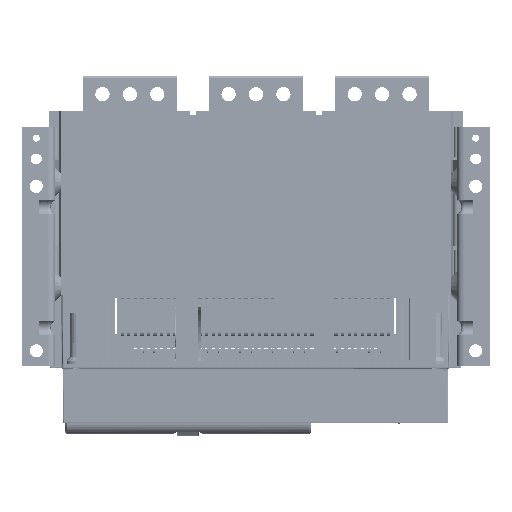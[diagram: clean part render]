
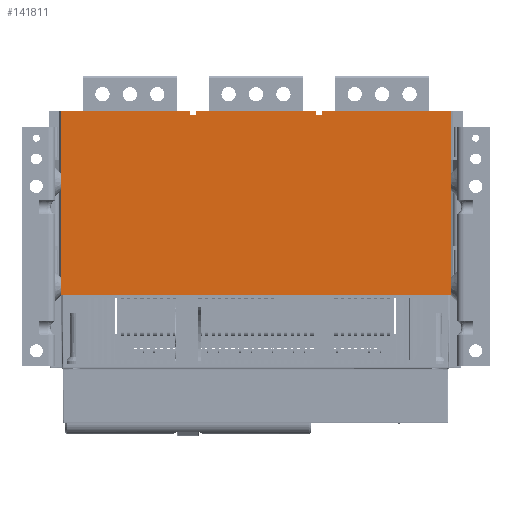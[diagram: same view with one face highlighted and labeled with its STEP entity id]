
A CAD part, front view. The second image highlights one B-rep face of the part: STEP entity #141811.
In plain terms, the highlighted planar face has unit normal (0, -1, 0).
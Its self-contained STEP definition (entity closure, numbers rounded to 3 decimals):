
#7322=DIRECTION('',(0.,0.,-1.));
#7323=VECTOR('',#7322,168.);
#7324=CARTESIAN_POINT('',(-178.,0.,168.));
#7325=LINE('',#7324,#7323);
#9922=DIRECTION('',(-1.,0.,0.));
#9923=VECTOR('',#9922,5.);
#9924=CARTESIAN_POINT('',(-55.,0.,164.));
#9925=LINE('',#9924,#9923);
#9944=DIRECTION('',(1.,0.,0.));
#9945=VECTOR('',#9944,118.);
#9946=CARTESIAN_POINT('',(-178.,0.,168.));
#9947=LINE('',#9946,#9945);
#9948=DIRECTION('',(0.,0.,-1.));
#9949=VECTOR('',#9948,4.);
#9950=CARTESIAN_POINT('',(-60.,0.,168.));
#9951=LINE('',#9950,#9949);
#9952=DIRECTION('',(0.,0.,-1.));
#9953=VECTOR('',#9952,4.);
#9954=CARTESIAN_POINT('',(-55.,0.,168.));
#9955=LINE('',#9954,#9953);
#9956=DIRECTION('',(1.,0.,0.));
#9957=VECTOR('',#9956,110.);
#9958=CARTESIAN_POINT('',(-55.,0.,168.));
#9959=LINE('',#9958,#9957);
#9960=DIRECTION('',(0.,0.,-1.));
#9961=VECTOR('',#9960,4.);
#9962=CARTESIAN_POINT('',(55.,0.,168.));
#9963=LINE('',#9962,#9961);
#9964=DIRECTION('',(0.,0.,-1.));
#9965=VECTOR('',#9964,4.);
#9966=CARTESIAN_POINT('',(60.,0.,168.));
#9967=LINE('',#9966,#9965);
#9968=DIRECTION('',(-1.,0.,0.));
#9969=VECTOR('',#9968,118.);
#9970=CARTESIAN_POINT('',(178.,0.,168.));
#9971=LINE('',#9970,#9969);
#9972=DIRECTION('',(-1.,0.,0.));
#9973=VECTOR('',#9972,3.);
#9974=CARTESIAN_POINT('',(178.,0.,0.));
#9975=LINE('',#9974,#9973);
#9976=DIRECTION('',(1.,0.,0.));
#9977=VECTOR('',#9976,351.);
#9978=CARTESIAN_POINT('',(-176.,0.,0.));
#9979=LINE('',#9978,#9977);
#9980=DIRECTION('',(-1.,0.,0.));
#9981=VECTOR('',#9980,2.);
#9982=CARTESIAN_POINT('',(-176.,0.,0.));
#9983=LINE('',#9982,#9981);
#10072=DIRECTION('',(1.,0.,0.));
#10073=VECTOR('',#10072,5.);
#10074=CARTESIAN_POINT('',(55.,0.,164.));
#10075=LINE('',#10074,#10073);
#87120=DIRECTION('',(0.,0.,1.));
#87121=VECTOR('',#87120,168.);
#87122=CARTESIAN_POINT('',(178.,0.,0.));
#87123=LINE('',#87122,#87121);
#100502=CARTESIAN_POINT('',(178.,0.,0.));
#100504=VERTEX_POINT('',#100502);
#100508=CARTESIAN_POINT('',(-178.,0.,0.));
#100510=VERTEX_POINT('',#100508);
#112166=CARTESIAN_POINT('',(-176.,0.,0.));
#112167=CARTESIAN_POINT('',(175.,0.,0.));
#112168=VERTEX_POINT('',#112166);
#112169=VERTEX_POINT('',#112167);
#115002=CARTESIAN_POINT('',(-55.,0.,168.));
#115003=CARTESIAN_POINT('',(-55.,0.,164.));
#115004=VERTEX_POINT('',#115002);
#115005=VERTEX_POINT('',#115003);
#115350=CARTESIAN_POINT('',(-60.,0.,168.));
#115351=CARTESIAN_POINT('',(-60.,0.,164.));
#115352=VERTEX_POINT('',#115350);
#115353=VERTEX_POINT('',#115351);
#115820=CARTESIAN_POINT('',(-178.,0.,168.));
#115822=VERTEX_POINT('',#115820);
#116314=CARTESIAN_POINT('',(55.,0.,168.));
#116315=CARTESIAN_POINT('',(55.,0.,164.));
#116316=VERTEX_POINT('',#116314);
#116317=VERTEX_POINT('',#116315);
#116648=CARTESIAN_POINT('',(60.,0.,168.));
#116649=CARTESIAN_POINT('',(60.,0.,164.));
#116650=VERTEX_POINT('',#116648);
#116651=VERTEX_POINT('',#116649);
#117118=CARTESIAN_POINT('',(178.,0.,168.));
#117120=VERTEX_POINT('',#117118);
#141782=CARTESIAN_POINT('',(0.,0.,0.));
#141783=DIRECTION('',(0.,-1.,0.));
#141784=DIRECTION('',(0.,0.,1.));
#141785=AXIS2_PLACEMENT_3D('',#141782,#141783,#141784);
#141786=PLANE('',#141785);
#141787=ORIENTED_EDGE('',*,*,#135991,.F.);
#141788=ORIENTED_EDGE('',*,*,#131888,.T.);
#141790=ORIENTED_EDGE('',*,*,#141789,.T.);
#141791=ORIENTED_EDGE('',*,*,#141771,.F.);
#141793=ORIENTED_EDGE('',*,*,#141792,.F.);
#141794=ORIENTED_EDGE('',*,*,#132304,.T.);
#141796=ORIENTED_EDGE('',*,*,#141795,.T.);
#141798=ORIENTED_EDGE('',*,*,#141797,.T.);
#141800=ORIENTED_EDGE('',*,*,#141799,.F.);
#141801=ORIENTED_EDGE('',*,*,#132637,.F.);
#141803=ORIENTED_EDGE('',*,*,#141802,.F.);
#141805=ORIENTED_EDGE('',*,*,#141804,.T.);
#141807=ORIENTED_EDGE('',*,*,#141806,.F.);
#141808=ORIENTED_EDGE('',*,*,#140384,.T.);
#141809=EDGE_LOOP('',(#141787,#141788,#141790,#141791,#141793,#141794,#141796,
#141798,#141800,#141801,#141803,#141805,#141807,#141808));
#141810=FACE_OUTER_BOUND('',#141809,.F.);
#141811=ADVANCED_FACE('',(#141810),#141786,.T.);
#131888=EDGE_CURVE('',#115822,#115352,#9947,.T.);
#132304=EDGE_CURVE('',#115004,#116316,#9959,.T.);
#132637=EDGE_CURVE('',#117120,#116650,#9971,.T.);
#135991=EDGE_CURVE('',#115822,#100510,#7325,.T.);
#140384=EDGE_CURVE('',#112168,#100510,#9983,.T.);
#141771=EDGE_CURVE('',#115005,#115353,#9925,.T.);
#141789=EDGE_CURVE('',#115352,#115353,#9951,.T.);
#141792=EDGE_CURVE('',#115004,#115005,#9955,.T.);
#141795=EDGE_CURVE('',#116316,#116317,#9963,.T.);
#141797=EDGE_CURVE('',#116317,#116651,#10075,.T.);
#141799=EDGE_CURVE('',#116650,#116651,#9967,.T.);
#141802=EDGE_CURVE('',#100504,#117120,#87123,.T.);
#141804=EDGE_CURVE('',#100504,#112169,#9975,.T.);
#141806=EDGE_CURVE('',#112168,#112169,#9979,.T.);
